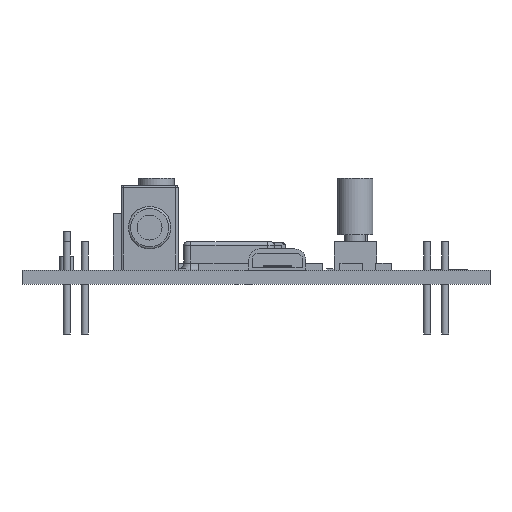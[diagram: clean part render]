
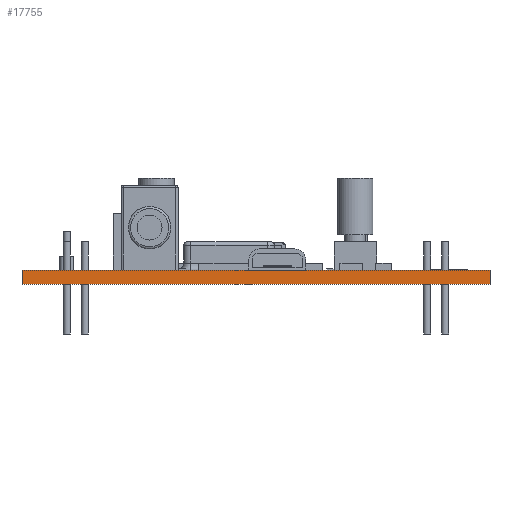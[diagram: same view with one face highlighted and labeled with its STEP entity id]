
A CAD part, front view. The second image highlights one B-rep face of the part: STEP entity #17755.
In plain terms, the highlighted planar face has unit normal (0, -1, 0).
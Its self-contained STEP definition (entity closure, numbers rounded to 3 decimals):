
#3562=FACE_OUTER_BOUND('',#4713,.T.);
#4713=EDGE_LOOP('',(#16132,#16133,#16134,#16135));
#5041=LINE('',#26177,#6268);
#6039=LINE('',#30792,#7266);
#6040=LINE('',#30793,#7267);
#6041=LINE('',#30794,#7268);
#6268=VECTOR('',#20474,10.);
#7266=VECTOR('',#25546,10.);
#7267=VECTOR('',#25547,10.);
#7268=VECTOR('',#25548,10.);
#7449=VERTEX_POINT('',#26174);
#7450=VERTEX_POINT('',#26176);
#8950=VERTEX_POINT('',#30790);
#8951=VERTEX_POINT('',#30791);
#9226=EDGE_CURVE('',#7449,#7450,#5041,.T.);
#11379=EDGE_CURVE('',#8950,#8951,#6039,.T.);
#11380=EDGE_CURVE('',#8951,#7450,#6040,.T.);
#11381=EDGE_CURVE('',#8950,#7449,#6041,.T.);
#16132=ORIENTED_EDGE('',*,*,#11379,.T.);
#16133=ORIENTED_EDGE('',*,*,#11380,.T.);
#16134=ORIENTED_EDGE('',*,*,#9226,.F.);
#16135=ORIENTED_EDGE('',*,*,#11381,.F.);
#16763=PLANE('',#19958);
#17755=ADVANCED_FACE('',(#3562),#16763,.T.);
#19958=AXIS2_PLACEMENT_3D('',#30789,#25544,#25545);
#20474=DIRECTION('',(1.,0.,0.));
#25544=DIRECTION('center_axis',(0.,-1.,0.));
#25545=DIRECTION('ref_axis',(1.,0.,0.));
#25546=DIRECTION('',(1.,0.,0.));
#25547=DIRECTION('',(0.,0.,1.));
#25548=DIRECTION('',(0.,0.,1.));
#26174=CARTESIAN_POINT('',(-33.,-48.5,2.));
#26176=CARTESIAN_POINT('',(33.,-48.5,2.));
#26177=CARTESIAN_POINT('',(-33.,-48.5,2.));
#30789=CARTESIAN_POINT('Origin',(-33.,-48.5,0.));
#30790=CARTESIAN_POINT('',(-33.,-48.5,0.));
#30791=CARTESIAN_POINT('',(33.,-48.5,0.));
#30792=CARTESIAN_POINT('',(-33.,-48.5,0.));
#30793=CARTESIAN_POINT('',(33.,-48.5,0.));
#30794=CARTESIAN_POINT('',(-33.,-48.5,0.));
